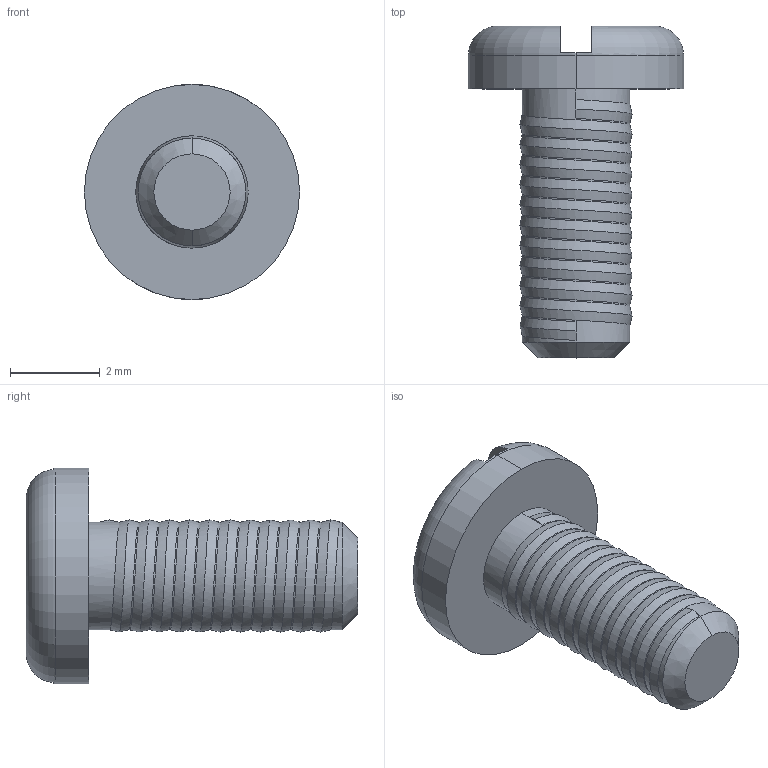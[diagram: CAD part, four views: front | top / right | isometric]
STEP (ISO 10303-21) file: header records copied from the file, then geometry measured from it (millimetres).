
FILE_DESCRIPTION (( 'STEP AP214' ), '1' );
FILE_NAME ('29331.STEP', '2007-12-19T20:09:01', ( 'Richard Maletta' ), ( '' ), 'SwSTEP 2.0', 'SolidWorks 2007', '' );
FILE_SCHEMA (( 'AUTOMOTIVE_DESIGN' ));
Length unit declared in the file: millimetre
Products named in the file (1): 29331
Bounding box: 4.8 x 7.4 x 4.8 mm (x, y, z)
Volume: 49.8 mm3; surface area: 103 mm2
Topology: 1 solids, 1 shells, 41 faces, 106 edges, 68 vertices
Faces by surface type: cylinder 26, plane 9, torus 2, cone 2, bspline 2
Entity records: 2100 total; most frequent: CARTESIAN_POINT 1210, ORIENTED_EDGE 212, DIRECTION 155, EDGE_CURVE 106, VERTEX_POINT 68, AXIS2_PLACEMENT_3D 58, EDGE_LOOP 42, ADVANCED_FACE 41
